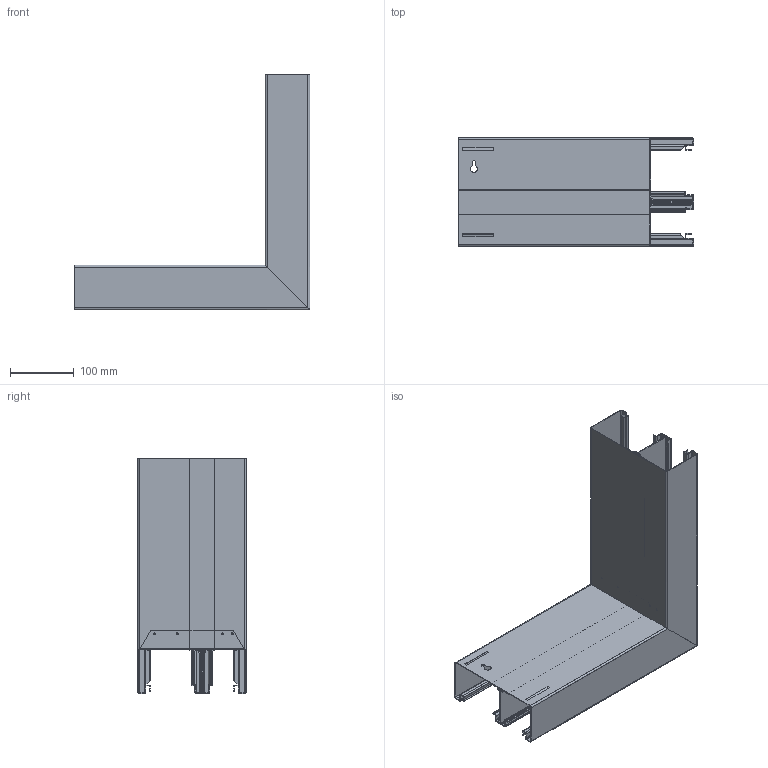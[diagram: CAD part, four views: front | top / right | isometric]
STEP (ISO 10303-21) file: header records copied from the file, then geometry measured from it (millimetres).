
FILE_DESCRIPTION (( 'STEP AP214' ), '1' );
FILE_NAME ('6278210.stp', '2016-06-01T13:00:38', ( '' ), ( '' ), 'SwSTEP 2.0', 'SolidWorks 2014', '' );
FILE_SCHEMA (( 'AUTOMOTIVE_DESIGN' ));
Length unit declared in the file: millimetre
Products named in the file (3): 014939_G剅ungsst乧k f乺 GS-DA70...; 020719T1_GS-DA70170 ; 6278210
Assembly tree (2 placements, depth 2):
  6278210
    020719T1_GS-DA70170 
    014939_G剅ungsst乧k f乺 GS-DA70...
Bounding box: 369.52 x 170 x 369.52 mm (x, y, z)
Volume: 441234.9 mm3; surface area: 744357 mm2
Topology: 2 solids, 2 shells, 440 faces, 1032 edges, 602 vertices
Faces by surface type: plane 282, cylinder 118, bspline 24, cone 16
Entity records: 12800 total; most frequent: CARTESIAN_POINT 2949, ORIENTED_EDGE 2064, DIRECTION 1926, EDGE_CURVE 1032, LINE 720, VECTOR 720, AXIS2_PLACEMENT_3D 603, VERTEX_POINT 602
